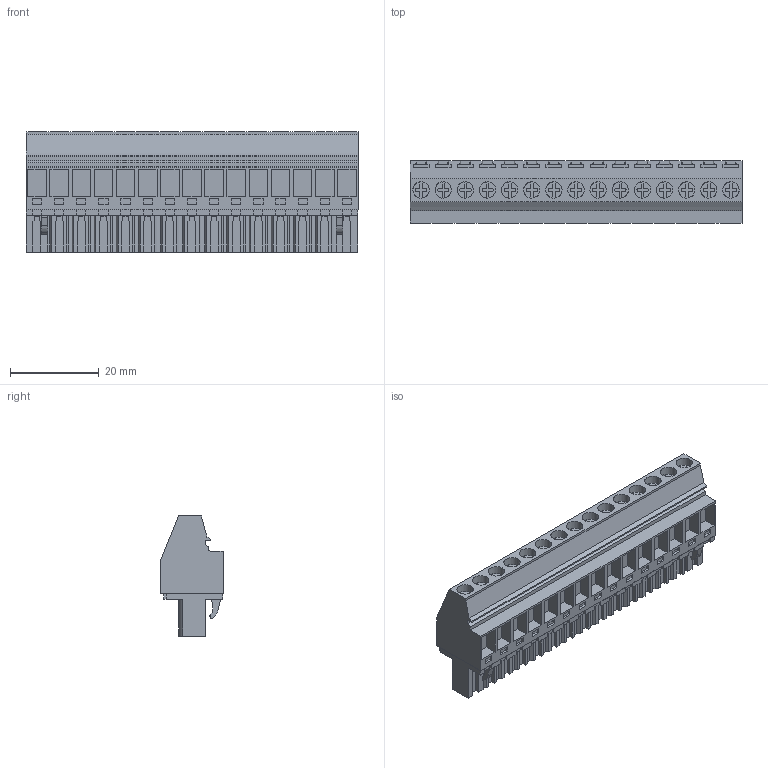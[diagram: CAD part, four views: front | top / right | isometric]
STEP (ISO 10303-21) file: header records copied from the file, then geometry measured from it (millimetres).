
FILE_DESCRIPTION(('CATIA V5 STEP Exchange','CAx-IF Rec.Pracs.--- Model Styling and Organization---1.2---2011-12-15'),'2;1');
FILE_NAME ('D1460448_0_1958750000_1958750000.stp','2017-09-20T15:21:32+00:00',('none'),('Weidmueller'),'CATIA Version 5-6 Release 2014','CATIA V5 STEP AP214','none');
FILE_SCHEMA(('AUTOMOTIVE_DESIGN { 1 0 10303 214 1 1 1 1 }'));
Length unit declared in the file: millimetre
Products named in the file (1): 1958750000
Bounding box: 75 x 14.05 x 27.2 mm (x, y, z)
Volume: 17088.3 mm3; surface area: 9913.6 mm2
Topology: 16 solids, 16 shells, 961 faces, 2646 edges, 1778 vertices
Faces by surface type: plane 818, cylinder 133, extrusion 10
Entity records: 28046 total; most frequent: ORIENTED_EDGE 5292, CARTESIAN_POINT 5170, DIRECTION 3706, EDGE_CURVE 2646, VECTOR 2302, LINE 2292, VERTEX_POINT 1778, EDGE_LOOP 1022
